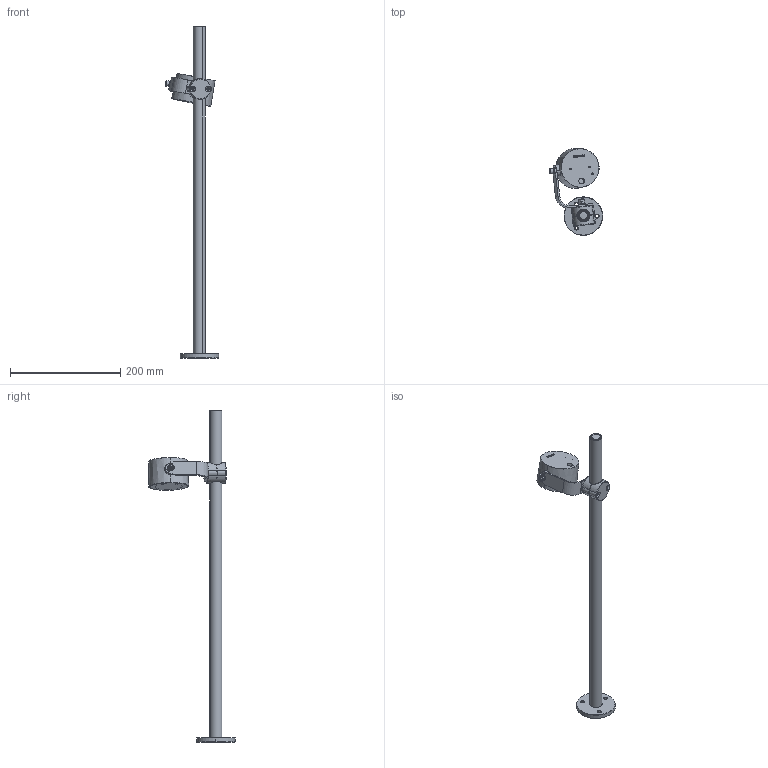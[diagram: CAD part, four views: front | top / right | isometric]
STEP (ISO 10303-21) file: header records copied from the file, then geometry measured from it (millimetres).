
FILE_DESCRIPTION (( 'STEP AP203' ), '1' );
FILE_NAME ('MOSS_WALL_PIPE.STEP', '2024-02-06T08:27:19', ( '' ), ( '' ), 'SwSTEP 2.0', 'SolidWorks 2022', '' );
FILE_SCHEMA (( 'CONFIG_CONTROL_DESIGN' ));
Length unit declared in the file: millimetre
Products named in the file (20): Korek OSLO; Krążek fi70; M179C_Korpus odl_kg_M179D obr w1_kg; Wkład drutowy M5; Wysięgnik 600; M179_Wspornik_kg_Wspornik z regulacją kąta; Cybant COMO_COM-209-1-02; M179C_Szybka_kg; Wysięgnik z krążkiem; Cybant z wkładkami gwintowymi; NAKR KOŁP M6 DIN917_kg; Kołek osadczy M6x15 A2; Cybant COMO_COM-209-1-02_Obróbka; plain washer grade a_din_Washer DIN 125 - A 6.4; M179C_Korpus kpl_kg_Korpus z blokadą M179D; M179C_Kpl_kg_M218; GNIAZ_M6x_M6x10; Rurka fi22x1,5x1150_Rurka fi22x2x597 bez gwintu; POD SPR Z 6,1_rs_PreviewCfg; MOSS_WALL_PIPE
Assembly tree (20 placements, depth 4):
  MOSS_WALL_PIPE
    Wysięgnik 600
      Wysięgnik z krążkiem
        Krążek fi70
        Rurka fi22x1,5x1150_Rurka fi22x2x597 bez gwintu
      Cybant z wkładkami gwintowymi
        Wkład drutowy M5  x2
        Cybant COMO_COM-209-1-02_Obróbka
        Kołek osadczy M6x15 A2
      Cybant COMO_COM-209-1-02
    M179C_Kpl_kg_M218
      M179C_Korpus kpl_kg_Korpus z blokadą M179D
        M179C_Korpus odl_kg_M179D obr w1_kg
        M179C_Szybka_kg
      M179_Wspornik_kg_Wspornik z regulacją kąta
      GNIAZ_M6x_M6x10
      POD SPR Z 6,1_rs_PreviewCfg
    NAKR KOŁP M6 DIN917_kg
    plain washer grade a_din_Washer DIN 125 - A 6.4
    Korek OSLO
Bounding box: 96.73 x 156.64 x 601.58 mm (x, y, z)
Volume: 213805.1 mm3; surface area: 142004.9 mm2
Topology: 14 solids, 16 shells, 438 faces, 1054 edges, 641 vertices
Faces by surface type: plane 128, cylinder 104, cone 82, torus 58, bspline 55, sphere 11
Entity records: 18992 total; most frequent: CARTESIAN_POINT 6976, DIRECTION 2090, ORIENTED_EDGE 2036, EDGE_CURVE 1022, AXIS2_PLACEMENT_3D 839, VERTEX_POINT 633, EDGE_LOOP 481, ADVANCED_FACE 434
